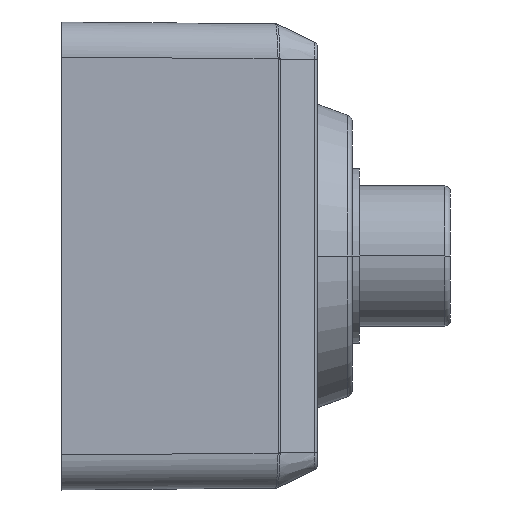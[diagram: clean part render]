
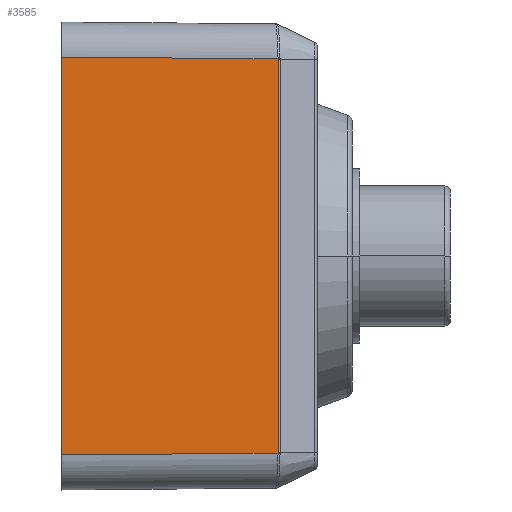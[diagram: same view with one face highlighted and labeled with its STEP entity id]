
A CAD part, left-side view. The second image highlights one B-rep face of the part: STEP entity #3585.
In plain terms, the highlighted planar face has unit normal (-1, -0.009, 0).
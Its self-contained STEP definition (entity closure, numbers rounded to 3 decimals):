
#108 = CARTESIAN_POINT ( 'NONE',  ( -19.889, -18.319, 8.419 ) ) ;
#146 = B_SPLINE_CURVE_WITH_KNOTS ( 'NONE', 3,
 ( #4608, #5646, #4169, #2107, #4096, #108 ),
 .UNSPECIFIED., .F., .F.,
 ( 4, 1, 1, 4 ),
 ( 0., 0.333, 0.667, 1. ),
 .UNSPECIFIED. ) ;
#200 = CARTESIAN_POINT ( 'NONE',  ( -19.889, -18.319, -8.439 ) ) ;
#266 = ORIENTED_EDGE ( 'NONE', *, *, #6428, .F. ) ;
#399 = ORIENTED_EDGE ( 'NONE', *, *, #2195, .T. ) ;
#481 = ORIENTED_EDGE ( 'NONE', *, *, #800, .F. ) ;
#573 = AXIS2_PLACEMENT_3D ( 'NONE', #3262, #5711, #741 ) ;
#741 = DIRECTION ( 'NONE',  ( -0.009, 1., 0. ) ) ;
#800 = EDGE_CURVE ( 'NONE', #2246, #6107, #4696, .T. ) ;
#897 = VERTEX_POINT ( 'NONE', #1508 ) ;
#919 = VERTEX_POINT ( 'NONE', #1199 ) ;
#988 = CARTESIAN_POINT ( 'NONE',  ( -19.97, -9.05, -8.52 ) ) ;
#1199 = CARTESIAN_POINT ( 'NONE',  ( -19.889, -18.319, 8.419 ) ) ;
#1213 = CARTESIAN_POINT ( 'NONE',  ( -19.889, -18.319, -8.439 ) ) ;
#1311 = PLANE ( 'NONE',  #573 ) ;
#1421 = CARTESIAN_POINT ( 'NONE',  ( -19.889, -18.32, -8.426 ) ) ;
#1427 = VECTOR ( 'NONE', #4271, 1000. ) ;
#1508 = CARTESIAN_POINT ( 'NONE',  ( -19.889, -18.319, -8.419 ) ) ;
#1807 = FACE_OUTER_BOUND ( 'NONE', #4731, .T. ) ;
#1831 = CARTESIAN_POINT ( 'NONE',  ( -19.97, -9.05, 8.52 ) ) ;
#2107 = CARTESIAN_POINT ( 'NONE',  ( -19.889, -18.32, 8.426 ) ) ;
#2195 = EDGE_CURVE ( 'NONE', #3963, #6107, #6088, .T. ) ;
#2246 = VERTEX_POINT ( 'NONE', #1213 ) ;
#2280 = LINE ( 'NONE', #3323, #1427 ) ;
#2804 = DIRECTION ( 'NONE',  ( -0.009, 1., -0.009 ) ) ;
#3039 = LINE ( 'NONE', #5046, #3346 ) ;
#3262 = CARTESIAN_POINT ( 'NONE',  ( -19.97, -9., -10.929 ) ) ;
#3315 = EDGE_CURVE ( 'NONE', #897, #2246, #4461, .T. ) ;
#3323 = CARTESIAN_POINT ( 'NONE',  ( -19.889, -18.319, -8.419 ) ) ;
#3346 = VECTOR ( 'NONE', #3939, 1000. ) ;
#3585 = ADVANCED_FACE ( 'NONE', ( #1807 ), #1311, .T. ) ;
#3587 = EDGE_CURVE ( 'NONE', #897, #919, #2280, .T. ) ;
#3670 = ORIENTED_EDGE ( 'NONE', *, *, #3587, .T. ) ;
#3939 = DIRECTION ( 'NONE',  ( 0.009, -1., -0.009 ) ) ;
#3946 = CARTESIAN_POINT ( 'NONE',  ( -19.889, -18.319, -8.437 ) ) ;
#3963 = VERTEX_POINT ( 'NONE', #1831 ) ;
#4096 = CARTESIAN_POINT ( 'NONE',  ( -19.889, -18.319, 8.421 ) ) ;
#4101 = VECTOR ( 'NONE', #2804, 1000. ) ;
#4113 = ORIENTED_EDGE ( 'NONE', *, *, #3315, .F. ) ;
#4169 = CARTESIAN_POINT ( 'NONE',  ( -19.889, -18.32, 8.432 ) ) ;
#4271 = DIRECTION ( 'NONE',  ( 0., 0., 1. ) ) ;
#4447 = CARTESIAN_POINT ( 'NONE',  ( -19.889, -18.32, -8.432 ) ) ;
#4461 = B_SPLINE_CURVE_WITH_KNOTS ( 'NONE', 3,
 ( #4508, #4944, #1421, #4447, #3946, #5984 ),
 .UNSPECIFIED., .F., .F.,
 ( 4, 1, 1, 4 ),
 ( 0., 0.333, 0.667, 1. ),
 .UNSPECIFIED. ) ;
#4508 = CARTESIAN_POINT ( 'NONE',  ( -19.889, -18.319, -8.419 ) ) ;
#4608 = CARTESIAN_POINT ( 'NONE',  ( -19.889, -18.319, 8.439 ) ) ;
#4696 = LINE ( 'NONE', #200, #4101 ) ;
#4731 = EDGE_LOOP ( 'NONE', ( #4113, #3670, #5142, #266, #399, #481 ) ) ;
#4944 = CARTESIAN_POINT ( 'NONE',  ( -19.889, -18.319, -8.421 ) ) ;
#4949 = VERTEX_POINT ( 'NONE', #6265 ) ;
#4977 = VECTOR ( 'NONE', #6120, 1000. ) ;
#5046 = CARTESIAN_POINT ( 'NONE',  ( -19.97, -9.05, 8.52 ) ) ;
#5142 = ORIENTED_EDGE ( 'NONE', *, *, #5531, .F. ) ;
#5531 = EDGE_CURVE ( 'NONE', #4949, #919, #146, .T. ) ;
#5580 = CARTESIAN_POINT ( 'NONE',  ( -19.97, -9.05, 8.52 ) ) ;
#5646 = CARTESIAN_POINT ( 'NONE',  ( -19.889, -18.319, 8.437 ) ) ;
#5711 = DIRECTION ( 'NONE',  ( -1., -0.009, 0. ) ) ;
#5984 = CARTESIAN_POINT ( 'NONE',  ( -19.889, -18.319, -8.439 ) ) ;
#6088 = LINE ( 'NONE', #5580, #4977 ) ;
#6107 = VERTEX_POINT ( 'NONE', #988 ) ;
#6120 = DIRECTION ( 'NONE',  ( 0., 0., -1. ) ) ;
#6265 = CARTESIAN_POINT ( 'NONE',  ( -19.889, -18.319, 8.439 ) ) ;
#6428 = EDGE_CURVE ( 'NONE', #3963, #4949, #3039, .T. ) ;
